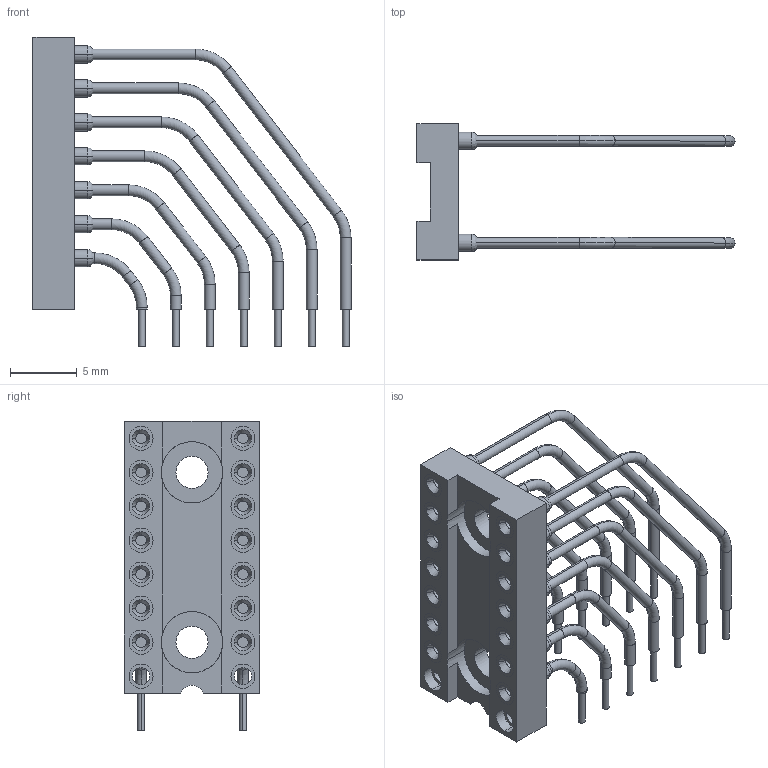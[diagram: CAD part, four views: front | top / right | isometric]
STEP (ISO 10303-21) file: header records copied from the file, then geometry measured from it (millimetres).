
FILE_DESCRIPTION((''),'2;1');
FILE_NAME('E-TEC_LEV-314-S915-95.stp','2013-08-26T16:23:07',(''),(''),'Mechanical Desktop 2011','Mechanical Desktop 2011',', , ');
FILE_SCHEMA(('AUTOMOTIVE_DESIGN { 1 2 10303 214 1 1 1 1 }'));
Length unit declared in the file: millimetre
Products named in the file (1): Product
Bounding box: 23.78 x 10.16 x 23.12 mm (x, y, z)
Volume: 652 mm3; surface area: 2171.4 mm2
Topology: 71 solids, 71 shells, 626 faces, 1166 edges, 712 vertices
Faces by surface type: cylinder 325, plane 189, torus 56, bspline 28, cone 28
Entity records: 16893 total; most frequent: CARTESIAN_POINT 3737, DIRECTION 3134, ORIENTED_EDGE 2332, AXIS2_PLACEMENT_3D 1369, EDGE_CURVE 1166, CIRCLE 770, VERTEX_POINT 712, EDGE_LOOP 692
